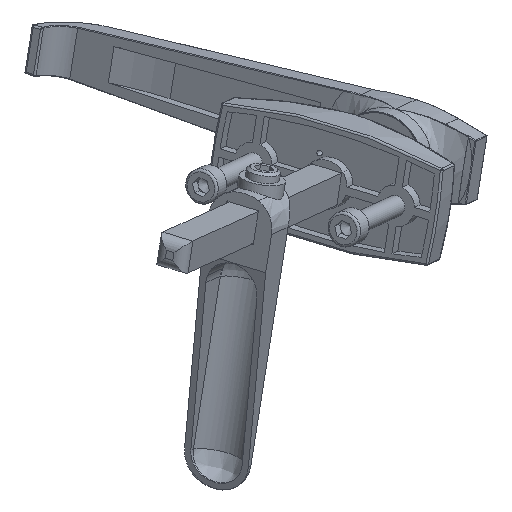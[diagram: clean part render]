
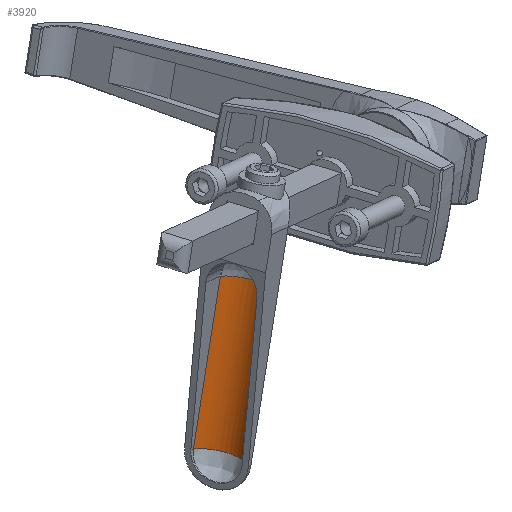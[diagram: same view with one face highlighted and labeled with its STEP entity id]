
A CAD part, front view. The second image highlights one B-rep face of the part: STEP entity #3920.
In plain terms, the highlighted cylindrical face has radius 7.82 mm (diameter 15.64 mm), a partial arc.
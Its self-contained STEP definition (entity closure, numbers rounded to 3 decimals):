
#398=FACE_OUTER_BOUND('',#645,.T.);
#645=EDGE_LOOP('',(#3399,#3400,#3401,#3402,#3403));
#868=CIRCLE('',#4333,7.82);
#869=CIRCLE('',#4335,7.82);
#870=CIRCLE('',#4336,7.82);
#1113=LINE('',#8984,#1409);
#1117=LINE('',#8993,#1413);
#1409=VECTOR('',#5280,1000.);
#1413=VECTOR('',#5286,1000.);
#1866=VERTEX_POINT('',#8972);
#1870=VERTEX_POINT('',#8981);
#1872=VERTEX_POINT('',#8987);
#1874=VERTEX_POINT('',#8991);
#1875=VERTEX_POINT('',#9323);
#2416=EDGE_CURVE('',#1870,#1866,#1113,.T.);
#2420=EDGE_CURVE('',#1872,#1874,#1117,.T.);
#2423=EDGE_CURVE('',#1870,#1874,#868,.T.);
#2424=EDGE_CURVE('',#1866,#1875,#869,.T.);
#2425=EDGE_CURVE('',#1875,#1872,#870,.T.);
#3399=ORIENTED_EDGE('',*,*,#2423,.F.);
#3400=ORIENTED_EDGE('',*,*,#2416,.T.);
#3401=ORIENTED_EDGE('',*,*,#2424,.T.);
#3402=ORIENTED_EDGE('',*,*,#2425,.T.);
#3403=ORIENTED_EDGE('',*,*,#2420,.T.);
#3735=CYLINDRICAL_SURFACE('',#4334,7.82);
#3920=ADVANCED_FACE('',(#398),#3735,.F.);
#4333=AXIS2_PLACEMENT_3D('',#9321,#5287,#5288);
#4334=AXIS2_PLACEMENT_3D('',#9322,#5289,#5290);
#4335=AXIS2_PLACEMENT_3D('',#9324,#5291,#5292);
#4336=AXIS2_PLACEMENT_3D('',#9325,#5293,#5294);
#5280=DIRECTION('',(0.146,-0.302,0.942));
#5286=DIRECTION('',(-0.146,0.302,-0.942));
#5287=DIRECTION('center_axis',(0.146,-0.302,0.942));
#5288=DIRECTION('ref_axis',(-0.879,0.397,0.264));
#5289=DIRECTION('center_axis',(0.146,-0.302,0.942));
#5290=DIRECTION('ref_axis',(-0.879,0.397,0.264));
#5291=DIRECTION('center_axis',(0.146,-0.302,0.942));
#5292=DIRECTION('ref_axis',(-0.879,0.397,0.264));
#5293=DIRECTION('center_axis',(0.146,-0.302,0.942));
#5294=DIRECTION('ref_axis',(-0.879,0.397,0.264));
#8972=CARTESIAN_POINT('',(347.612,23.857,-104.949));
#8981=CARTESIAN_POINT('',(341.313,36.861,-145.448));
#8984=CARTESIAN_POINT('',(347.612,23.857,-104.949));
#8987=CARTESIAN_POINT('',(335.615,29.272,-101.344));
#8991=CARTESIAN_POINT('',(329.316,42.277,-141.844));
#8993=CARTESIAN_POINT('',(335.615,29.272,-101.344));
#9321=CARTESIAN_POINT('Origin',(333.582,36.259,-144.439));
#9322=CARTESIAN_POINT('Origin',(339.88,23.254,-103.94));
#9323=CARTESIAN_POINT('',(335.855,29.43,-101.331));
#9324=CARTESIAN_POINT('Origin',(339.88,23.254,-103.94));
#9325=CARTESIAN_POINT('Origin',(339.88,23.254,-103.94));
